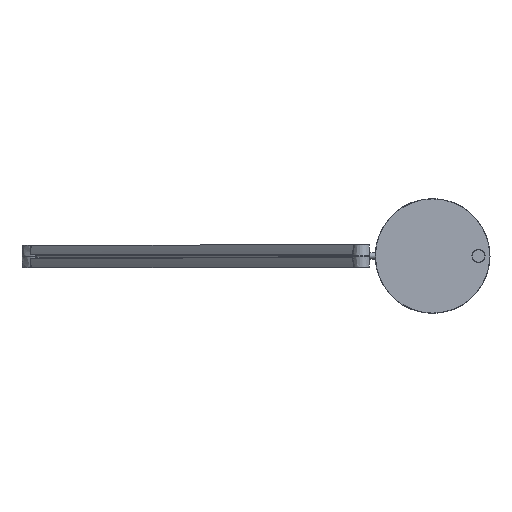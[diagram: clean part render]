
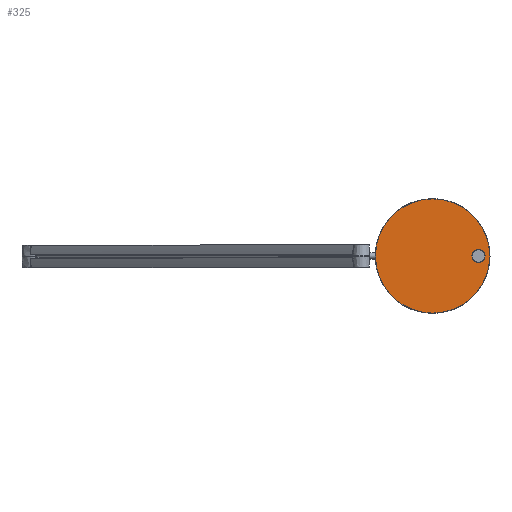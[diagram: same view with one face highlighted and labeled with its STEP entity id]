
A CAD part, top view. The second image highlights one B-rep face of the part: STEP entity #325.
In plain terms, the highlighted planar face has unit normal (0.002, 0, 1).
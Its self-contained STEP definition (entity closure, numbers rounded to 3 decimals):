
#95=FACE_BOUND('',#484,.T.);
#96=FACE_BOUND('',#485,.T.);
#151=PLANE('',#1344);
#325=ADVANCED_FACE('',(#95,#96),#151,.F.);
#484=EDGE_LOOP('',(#875));
#485=EDGE_LOOP('',(#876));
#552=CIRCLE('',#1341,61.);
#553=CIRCLE('',#1343,7.);
#875=ORIENTED_EDGE('',*,*,#1168,.T.);
#876=ORIENTED_EDGE('',*,*,#1167,.F.);
#1002=VERTEX_POINT('',#2586);
#1003=VERTEX_POINT('',#2589);
#1167=EDGE_CURVE('',#1002,#1002,#552,.T.);
#1168=EDGE_CURVE('',#1003,#1003,#553,.T.);
#1341=AXIS2_PLACEMENT_3D('',#2585,#1639,#1640);
#1343=AXIS2_PLACEMENT_3D('',#2588,#1643,#1644);
#1344=AXIS2_PLACEMENT_3D('',#2590,#1645,#1646);
#1639=DIRECTION('',(-0.002,0.,-1.));
#1640=DIRECTION('',(-1.,0.,0.002));
#1643=DIRECTION('',(-0.002,0.,-1.));
#1644=DIRECTION('',(-1.,0.,0.002));
#1645=DIRECTION('',(-0.002,0.,-1.));
#1646=DIRECTION('',(-1.,0.,0.002));
#2585=CARTESIAN_POINT('',(421.425,-0.025,385.075));
#2586=CARTESIAN_POINT('',(360.425,-0.025,385.186));
#2588=CARTESIAN_POINT('',(470.425,-0.025,384.987));
#2589=CARTESIAN_POINT('',(463.425,-0.025,385.));
#2590=CARTESIAN_POINT('',(421.425,-0.025,385.075));
